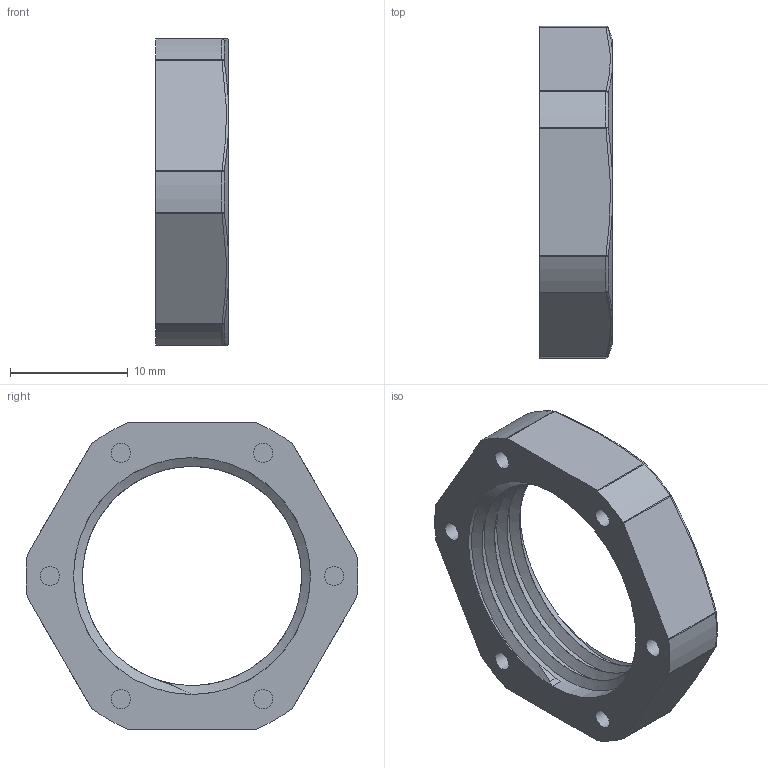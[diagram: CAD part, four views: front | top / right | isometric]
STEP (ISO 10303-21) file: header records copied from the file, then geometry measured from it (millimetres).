
FILE_DESCRIPTION(/* description */ ('Gegenmutter M 20x1,5'),/* implementation_level */ '2;1');
FILE_NAME(/* name */ '11006520-RST.stp',/* time_stamp */ '2020-04-23T14:51:28+02:00',/* author */ ('sl'),/* organization */ (''),/* preprocessor_version */ 'ST-DEVELOPER v16.5',/* originating_system */ 'Autodesk Inventor 2017',/* authorisation */ '');
FILE_SCHEMA (('AUTOMOTIVE_DESIGN { 1 0 10303 214 3 1 1 }'));
Length unit declared in the file: millimetre
Products named in the file (1): 11006520
Bounding box: 6.14 x 28.16 x 26 mm (x, y, z)
Volume: 1651 mm3; surface area: 1661.7 mm2
Topology: 1 solids, 1 shells, 74 faces, 160 edges, 94 vertices
Faces by surface type: cylinder 27, plane 15, sphere 12, bspline 8, torus 6, cone 6
Full cylindrical faces by diameter (mm): 1.62 x6
Entity records: 3061 total; most frequent: CARTESIAN_POINT 1459, DIRECTION 345, ORIENTED_EDGE 308, AXIS2_PLACEMENT_3D 156, EDGE_CURVE 154, VERTEX_POINT 94, CIRCLE 89, EDGE_LOOP 88
